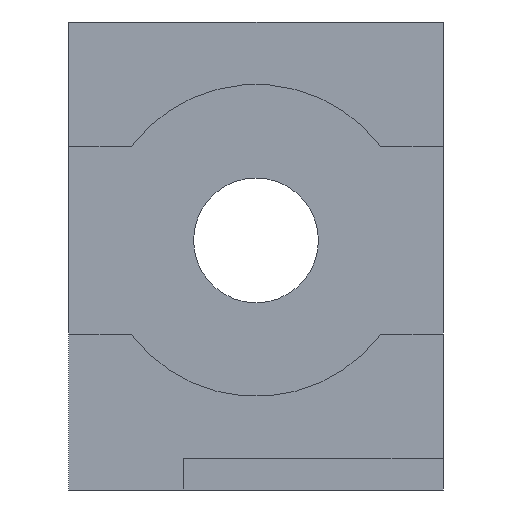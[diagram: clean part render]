
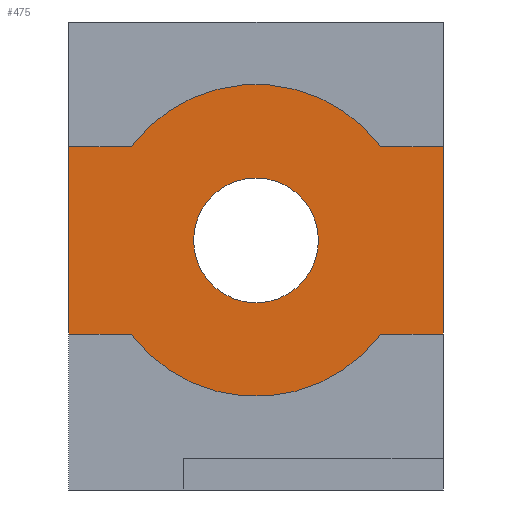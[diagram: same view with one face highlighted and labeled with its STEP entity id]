
A CAD part, left-side view. The second image highlights one B-rep face of the part: STEP entity #475.
In plain terms, the highlighted planar face has unit normal (-1, 0, 0).
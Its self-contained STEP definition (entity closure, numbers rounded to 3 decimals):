
#15=FACE_BOUND('',#72,.T.);
#20=CIRCLE('',#510,12.);
#23=CIRCLE('',#516,30.);
#24=CIRCLE('',#520,30.);
#47=FACE_OUTER_BOUND('',#71,.T.);
#71=EDGE_LOOP('',(#395,#396,#397,#398,#399,#400,#401,#402));
#72=EDGE_LOOP('',(#403));
#114=LINE('',#731,#172);
#117=LINE('',#741,#175);
#121=LINE('',#748,#179);
#125=LINE('',#760,#183);
#127=LINE('',#765,#185);
#129=LINE('',#770,#187);
#172=VECTOR('',#592,10.);
#175=VECTOR('',#603,10.);
#179=VECTOR('',#609,10.);
#183=VECTOR('',#621,10.);
#185=VECTOR('',#625,10.);
#187=VECTOR('',#633,10.);
#223=VERTEX_POINT('',#728);
#224=VERTEX_POINT('',#730);
#225=VERTEX_POINT('',#734);
#227=VERTEX_POINT('',#740);
#229=VERTEX_POINT('',#746);
#231=VERTEX_POINT('',#752);
#233=VERTEX_POINT('',#758);
#234=VERTEX_POINT('',#762);
#235=VERTEX_POINT('',#764);
#277=EDGE_CURVE('',#223,#224,#114,.T.);
#279=EDGE_CURVE('',#225,#225,#20,.T.);
#282=EDGE_CURVE('',#224,#227,#117,.T.);
#286=EDGE_CURVE('',#229,#223,#121,.T.);
#289=EDGE_CURVE('',#231,#229,#23,.T.);
#292=EDGE_CURVE('',#233,#231,#125,.T.);
#294=EDGE_CURVE('',#234,#235,#127,.T.);
#296=EDGE_CURVE('',#227,#234,#24,.T.);
#297=EDGE_CURVE('',#235,#233,#129,.T.);
#395=ORIENTED_EDGE('',*,*,#296,.F.);
#396=ORIENTED_EDGE('',*,*,#282,.F.);
#397=ORIENTED_EDGE('',*,*,#277,.F.);
#398=ORIENTED_EDGE('',*,*,#286,.F.);
#399=ORIENTED_EDGE('',*,*,#289,.F.);
#400=ORIENTED_EDGE('',*,*,#292,.F.);
#401=ORIENTED_EDGE('',*,*,#297,.F.);
#402=ORIENTED_EDGE('',*,*,#294,.F.);
#403=ORIENTED_EDGE('',*,*,#279,.F.);
#451=PLANE('',#521);
#475=ADVANCED_FACE('',(#47,#15),#451,.T.);
#510=AXIS2_PLACEMENT_3D('',#735,#596,#597);
#516=AXIS2_PLACEMENT_3D('',#754,#615,#616);
#520=AXIS2_PLACEMENT_3D('',#768,#629,#630);
#521=AXIS2_PLACEMENT_3D('',#769,#631,#632);
#592=DIRECTION('',(0.,0.,-1.));
#596=DIRECTION('center_axis',(-1.,0.,0.));
#597=DIRECTION('ref_axis',(0.,-1.,0.));
#603=DIRECTION('',(0.,1.,0.));
#609=DIRECTION('',(0.,-1.,0.));
#615=DIRECTION('center_axis',(1.,0.,0.));
#616=DIRECTION('ref_axis',(0.,-0.8,0.6));
#621=DIRECTION('',(0.,-1.,0.));
#625=DIRECTION('',(0.,1.,0.));
#629=DIRECTION('center_axis',(1.,0.,0.));
#630=DIRECTION('ref_axis',(0.,0.8,-0.6));
#631=DIRECTION('center_axis',(-1.,0.,0.));
#632=DIRECTION('ref_axis',(0.,-1.,0.));
#633=DIRECTION('',(0.,0.,1.));
#728=CARTESIAN_POINT('',(12.,0.,66.));
#730=CARTESIAN_POINT('',(12.,0.,30.));
#731=CARTESIAN_POINT('',(12.,0.,46.5));
#734=CARTESIAN_POINT('',(12.,48.,48.));
#735=CARTESIAN_POINT('Origin',(12.,36.,48.));
#740=CARTESIAN_POINT('',(12.,12.,30.));
#741=CARTESIAN_POINT('',(12.,12.,30.));
#746=CARTESIAN_POINT('',(12.,12.,66.));
#748=CARTESIAN_POINT('',(12.,12.,66.));
#752=CARTESIAN_POINT('',(12.,60.,66.));
#754=CARTESIAN_POINT('Origin',(12.,36.,48.));
#758=CARTESIAN_POINT('',(12.,72.,66.));
#760=CARTESIAN_POINT('',(12.,60.,66.));
#762=CARTESIAN_POINT('',(12.,60.,30.));
#764=CARTESIAN_POINT('',(12.,72.,30.));
#765=CARTESIAN_POINT('',(12.,60.,30.));
#768=CARTESIAN_POINT('Origin',(12.,36.,48.));
#769=CARTESIAN_POINT('Origin',(12.,36.,48.));
#770=CARTESIAN_POINT('',(12.,72.,46.5));
